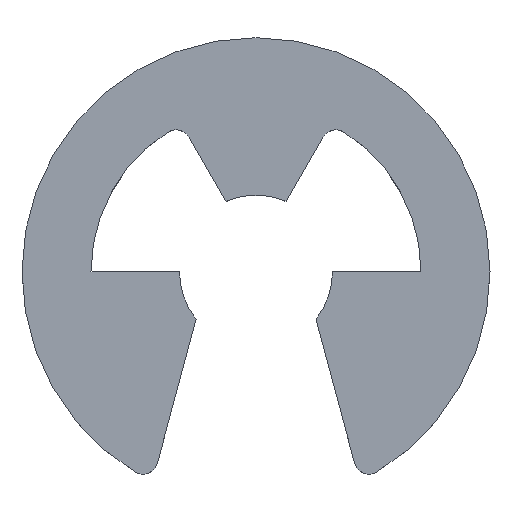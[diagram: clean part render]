
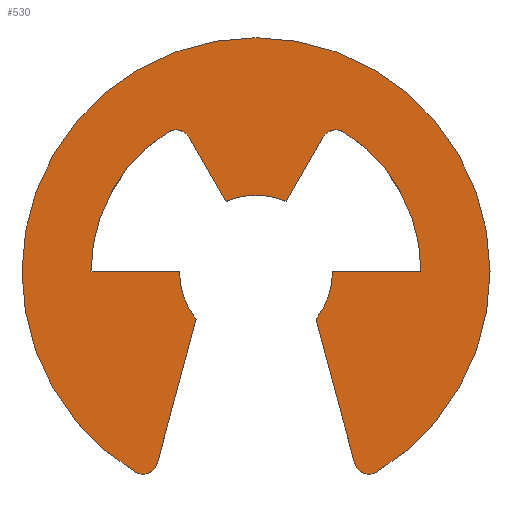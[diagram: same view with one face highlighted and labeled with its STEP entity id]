
A CAD part, top view. The second image highlights one B-rep face of the part: STEP entity #530.
In plain terms, the highlighted planar face has unit normal (0, 0, 1).
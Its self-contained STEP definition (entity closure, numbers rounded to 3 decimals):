
#1=CARTESIAN_POINT('POINT1',(-0.01,0.023,0.01));
#2=VERTEX_POINT('VERTEX1',#1);
#11=CARTESIAN_POINT('POINT3',(-0.022,
   0.045,0.01));
#12=VERTEX_POINT('VERTEX3',#11);
#13=CARTESIAN_POINT('POS2',(-0.011,0.025
   ,0.01));
#14=DIRECTION('DIR2',(0.5,-0.866,0.));
#15=VECTOR('VEC2',#14,1.);
#16=LINE('STRAIGHT2',#13,#15);
#17=EDGE_CURVE('EDGE2',#2,#12,#16,.F.);
#41=CARTESIAN_POINT('POINT5',(0.01,0.023,0.01));
#42=VERTEX_POINT('VERTEX5',#41);
#51=CARTESIAN_POINT('POS7',(0.,0.,0.01));
#52=DIRECTION('DIR8',(0.,0.,1.));
#53=DIRECTION('DIR9',(1.,0.,0.));
#54=AXIS2_PLACEMENT_3D('AXIS2',#51,#52,#53);
#55=CIRCLE('ELLIPSE1',#54,0.026);
#56=EDGE_CURVE('EDGE6',#42,#2,#55,.T.);
#74=CARTESIAN_POINT('POINT7',(0.022,
   0.045,0.01));
#75=VERTEX_POINT('VERTEX7',#74);
#84=CARTESIAN_POINT('POS11',(0.004,0.012,
   0.01));
#85=DIRECTION('DIR15',(0.5,0.866,0.));
#86=VECTOR('VEC7',#85,1.);
#87=LINE('STRAIGHT7',#84,#86);
#88=EDGE_CURVE('EDGE9',#75,#42,#87,.F.);
#105=CARTESIAN_POINT('POINT9',(0.029,
   0.047,0.01));
#106=VERTEX_POINT('VERTEX9',#105);
#107=CARTESIAN_POINT('POS14',(0.027,
   0.042,0.01));
#108=DIRECTION('DIR19',(0.,0.,1.));
#109=DIRECTION('DIR20',(0.533,0.846,
   0.));
#110=AXIS2_PLACEMENT_3D('AXIS6',#107,#108,#109);
#111=CIRCLE('ELLIPSE3',#110,0.005);
#112=EDGE_CURVE('EDGE11',#106,#75,#111,.T.);
#138=CARTESIAN_POINT('POINT11',(0.055,0.,0.01));
#139=VERTEX_POINT('VERTEX11',#138);
#148=CARTESIAN_POINT('POS19',(0.,0.,0.01));
#149=DIRECTION('DIR27',(0.,0.,1.));
#150=DIRECTION('DIR28',(1.,0.,0.));
#151=AXIS2_PLACEMENT_3D('AXIS9',#148,#149,#150);
#152=CIRCLE('ELLIPSE5',#151,0.055);
#153=EDGE_CURVE('EDGE15',#139,#106,#152,.T.);
#171=CARTESIAN_POINT('POINT13',(0.026,0.,0.01));
#172=VERTEX_POINT('VERTEX13',#171);
#181=CARTESIAN_POINT('POS23',(0.028,0.,0.01));
#182=DIRECTION('DIR34',(-1.,0.,0.));
#183=VECTOR('VEC12',#182,1.);
#184=LINE('STRAIGHT12',#181,#183);
#185=EDGE_CURVE('EDGE18',#172,#139,#184,.F.);
#202=CARTESIAN_POINT('POINT15',(0.02,-0.016,0.01
   ));
#203=VERTEX_POINT('VERTEX15',#202);
#212=CARTESIAN_POINT('POS27',(0.,0.,0.01));
#213=DIRECTION('DIR39',(0.,0.,1.));
#214=DIRECTION('DIR40',(1.,0.,0.));
#215=AXIS2_PLACEMENT_3D('AXIS13',#212,#213,#214);
#216=CIRCLE('ELLIPSE7',#215,0.026);
#217=EDGE_CURVE('EDGE21',#203,#172,#216,.T.);
#235=CARTESIAN_POINT('POINT17',(0.033,
   -0.064,0.01));
#236=VERTEX_POINT('VERTEX17',#235);
#245=CARTESIAN_POINT('POS31',(0.017,
   -0.006,0.01));
#246=DIRECTION('DIR46',(0.259,-0.966,
   0.));
#247=VECTOR('VEC16',#246,1.);
#248=LINE('STRAIGHT16',#245,#247);
#249=EDGE_CURVE('EDGE24',#236,#203,#248,.F.);
#266=CARTESIAN_POINT('POINT19',(0.04,
   -0.067,0.01));
#267=VERTEX_POINT('VERTEX19',#266);
#268=CARTESIAN_POINT('POS34',(0.038,
   -0.063,0.01));
#269=DIRECTION('DIR50',(0.,0.,1.));
#270=DIRECTION('DIR51',(0.516,-0.856,
   0.));
#271=AXIS2_PLACEMENT_3D('AXIS17',#268,#269,#270);
#272=CIRCLE('ELLIPSE9',#271,0.005);
#273=EDGE_CURVE('EDGE26',#267,#236,#272,.F.);
#299=CARTESIAN_POINT('POINT21',(-0.02,-0.016,
   0.01));
#300=VERTEX_POINT('VERTEX21',#299);
#309=CARTESIAN_POINT('POINT23',(-0.033,
   -0.064,0.01));
#310=VERTEX_POINT('VERTEX23',#309);
#311=CARTESIAN_POINT('POS39',(-0.025,
   -0.033,0.01));
#312=DIRECTION('DIR58',(0.259,0.966,
   0.));
#313=VECTOR('VEC20',#312,1.);
#314=LINE('STRAIGHT20',#311,#313);
#315=EDGE_CURVE('EDGE30',#300,#310,#314,.F.);
#339=CARTESIAN_POINT('POINT25',(-0.026,0.,
   0.01));
#340=VERTEX_POINT('VERTEX25',#339);
#349=CARTESIAN_POINT('POS44',(0.,0.,0.01));
#350=DIRECTION('DIR64',(0.,0.,1.));
#351=DIRECTION('DIR65',(1.,0.,0.));
#352=AXIS2_PLACEMENT_3D('AXIS21',#349,#350,#351);
#353=CIRCLE('ELLIPSE11',#352,0.026);
#354=EDGE_CURVE('EDGE34',#340,#300,#353,.T.);
#372=CARTESIAN_POINT('POINT27',(-0.055,0.,0.01));
#373=VERTEX_POINT('VERTEX27',#372);
#382=CARTESIAN_POINT('POS48',(-0.013,0.,0.01));
#383=DIRECTION('DIR71',(-1.,0.,0.));
#384=VECTOR('VEC25',#383,1.);
#385=LINE('STRAIGHT25',#382,#384);
#386=EDGE_CURVE('EDGE37',#373,#340,#385,.F.);
#403=CARTESIAN_POINT('POINT29',(-0.029,
   0.047,0.01));
#404=VERTEX_POINT('VERTEX29',#403);
#413=CARTESIAN_POINT('POS52',(0.,0.,0.01));
#414=DIRECTION('DIR76',(0.,0.,1.));
#415=DIRECTION('DIR77',(1.,0.,0.));
#416=AXIS2_PLACEMENT_3D('AXIS25',#413,#414,#415);
#417=CIRCLE('ELLIPSE13',#416,0.055);
#418=EDGE_CURVE('EDGE40',#404,#373,#417,.T.);
#436=CARTESIAN_POINT('POS55',(-0.027,
   0.042,0.01));
#437=DIRECTION('DIR82',(0.,0.,1.));
#438=DIRECTION('DIR83',(0.866,0.5,0.));
#439=AXIS2_PLACEMENT_3D('AXIS28',#436,#437,#438);
#440=CIRCLE('ELLIPSE15',#439,0.005);
#441=EDGE_CURVE('EDGE42',#12,#404,#440,.T.);
#462=CARTESIAN_POINT('POINT32',(0.078,0.,0.01
   ));
#463=VERTEX_POINT('VERTEX32',#462);
#470=CARTESIAN_POINT('POS59',(0.,0.,0.01));
#471=DIRECTION('DIR89',(0.,0.,1.));
#472=DIRECTION('DIR90',(1.,0.,0.));
#473=AXIS2_PLACEMENT_3D('AXIS31',#470,#471,#472);
#474=CIRCLE('ELLIPSE17',#473,0.078);
#475=EDGE_CURVE('EDGE45',#463,#267,#474,.F.);
#493=ORIENTED_EDGE('COEDGE61',*,*,#56,.F.);
#494=ORIENTED_EDGE('COEDGE62',*,*,#88,.F.);
#495=ORIENTED_EDGE('COEDGE63',*,*,#112,.F.);
#496=ORIENTED_EDGE('COEDGE64',*,*,#153,.F.);
#497=ORIENTED_EDGE('COEDGE65',*,*,#185,.F.);
#498=ORIENTED_EDGE('COEDGE66',*,*,#217,.F.);
#499=ORIENTED_EDGE('COEDGE67',*,*,#249,.F.);
#500=ORIENTED_EDGE('COEDGE68',*,*,#273,.F.);
#501=ORIENTED_EDGE('COEDGE69',*,*,#475,.F.);
#502=CARTESIAN_POINT('POINT33',(-0.078,0.,0.01
   ));
#503=VERTEX_POINT('VERTEX33',#502);
#504=EDGE_CURVE('EDGE47',#503,#463,#474,.F.);
#505=ORIENTED_EDGE('COEDGE70',*,*,#504,.F.);
#506=CARTESIAN_POINT('POINT34',(-0.04,
   -0.067,0.01));
#507=VERTEX_POINT('VERTEX34',#506);
#508=EDGE_CURVE('EDGE48',#507,#503,#474,.F.);
#509=ORIENTED_EDGE('COEDGE71',*,*,#508,.F.);
#510=CARTESIAN_POINT('POS62',(-0.038,
   -0.063,0.01));
#511=DIRECTION('DIR95',(0.,0.,1.));
#512=DIRECTION('DIR96',(0.966,-0.259,
   0.));
#513=AXIS2_PLACEMENT_3D('AXIS34',#510,#511,#512);
#514=CIRCLE('ELLIPSE19',#513,0.005);
#515=EDGE_CURVE('EDGE49',#310,#507,#514,.F.);
#516=ORIENTED_EDGE('COEDGE72',*,*,#515,.F.);
#517=ORIENTED_EDGE('COEDGE73',*,*,#315,.F.);
#518=ORIENTED_EDGE('COEDGE74',*,*,#354,.F.);
#519=ORIENTED_EDGE('COEDGE75',*,*,#386,.F.);
#520=ORIENTED_EDGE('COEDGE76',*,*,#418,.F.);
#521=ORIENTED_EDGE('COEDGE77',*,*,#441,.F.);
#522=ORIENTED_EDGE('COEDGE78',*,*,#17,.F.);
#523=EDGE_LOOP('NONE',(#493,#494,#495,#496,#497,#498,#499,#500,#501,#505
   ,#509,#516,#517,#518,#519,#520,#521,#522));
#524=FACE_BOUND('LOOP1',#523,.T.);
#525=CARTESIAN_POINT('POS63',(0.,0.,0.01));
#526=DIRECTION('DIR97',(0.,0.,1.));
#527=DIRECTION('DIR98',(1.,0.,0.));
#528=AXIS2_PLACEMENT_3D('AXIS35',#525,#526,#527);
#529=PLANE('PLANE7',#528);
#530=ADVANCED_FACE('FACE16',(#524),#529,.T.);
